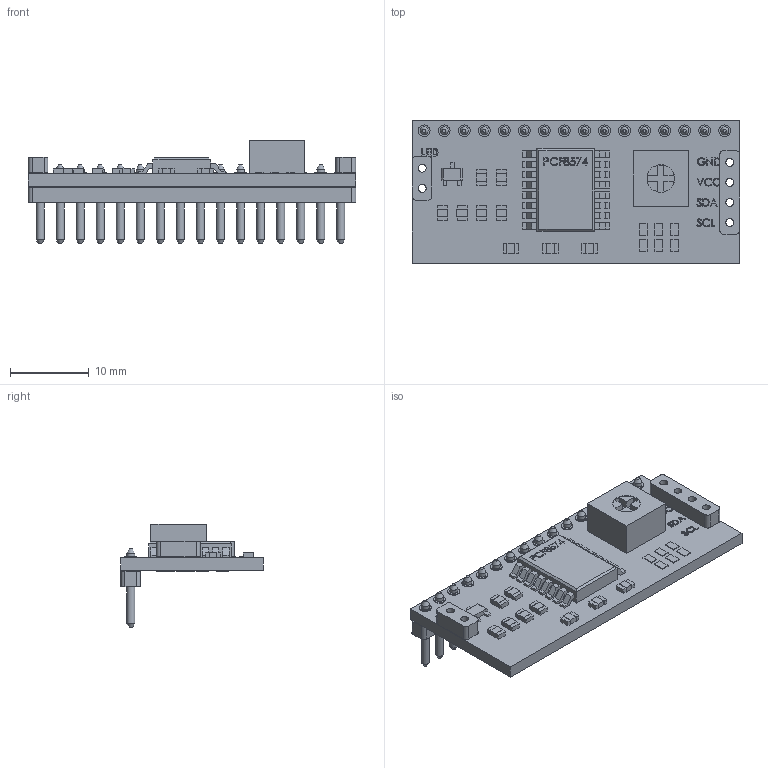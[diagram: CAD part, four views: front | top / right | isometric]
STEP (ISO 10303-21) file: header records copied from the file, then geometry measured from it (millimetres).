
FILE_DESCRIPTION(('HOOPS Exchange Step'),'2;1');
FILE_NAME('i2c-lcd-adapter-pcf8574-conversion.step','2024-11-02T19:59:39+00:00',('root'),('Unknown organisation'),'HOOPS Exchange 2024.3','HOOPS Exchange','Unknown authorisation');
FILE_SCHEMA( ('AP242_MANAGED_MODEL_BASED_3D_ENGINEERING_MIM_LF {1 0 10303 442 1 1 4 }') );
Length unit declared in the file: millimetre
Products named in the file (2): Default; i2c-lcd-adapter-pcf8574-step
Assembly tree (1 placements, depth 2):
  i2c-lcd-adapter-pcf8574-step
    Default
Bounding box: 41.5 x 18 x 13.15 mm (x, y, z)
Volume: 1929.9 mm3; surface area: 2915.4 mm2
Topology: 1 solids, 1 shells, 863 faces, 2522 edges, 2304 vertices
Faces by surface type: plane 581, cylinder 125, extrusion 125, cone 32
Full cylindrical faces by diameter (mm): 1 x38, 1.5 x44, 3.5 x1
Entity records: 35060 total; most frequent: CARTESIAN_POINT 11074, ORIENTED_EDGE 4548, DIRECTION 4389, EDGE_CURVE 2274, VECTOR 1955, LINE 1830, VERTEX_POINT 1522, AXIS2_PLACEMENT_3D 1217
